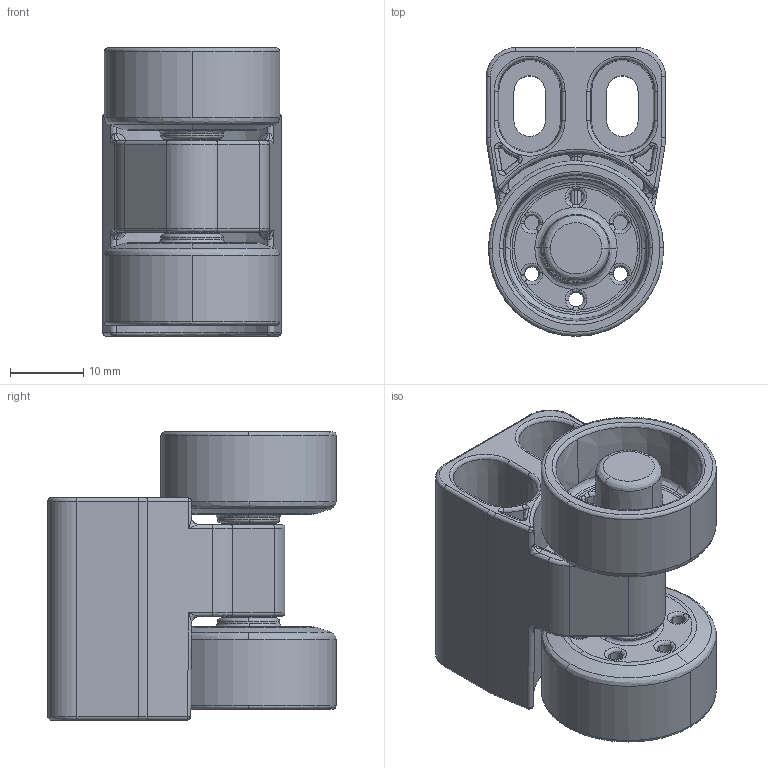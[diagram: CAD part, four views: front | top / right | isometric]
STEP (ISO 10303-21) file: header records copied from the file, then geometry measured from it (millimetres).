
FILE_DESCRIPTION (( 'STEP AP203' ), '1' );
FILE_NAME ('IDLER-WHEEL.STEP', '2007-08-25T23:01:03', ( 'Innovation First, Inc.' ), ( 'Innovation First, Inc.' ), 'SwSTEP 2.0', 'SolidWorks 2006052', '' );
FILE_SCHEMA (( 'CONFIG_CONTROL_DESIGN' ));
Length unit declared in the file: inch
Products named in the file (4): IDLER-WHEEL-ROLLER; IDLER-WHEEL-SUPPORT; IDLER-WHEEL; IDLER-WHEEL-AXLE
Assembly tree (4 placements, depth 2):
  IDLER-WHEEL
    IDLER-WHEEL-AXLE
    IDLER-WHEEL-ROLLER  x2
    IDLER-WHEEL-SUPPORT
Bounding box: 24.5 x 39.5 x 39.5 mm (x, y, z)
Volume: 13919.6 mm3; surface area: 14625.7 mm2
Topology: 4 solids, 4 shells, 610 faces, 1610 edges, 1004 vertices
Faces by surface type: bspline 297, cylinder 142, plane 112, cone 59
Entity records: 24221 total; most frequent: CARTESIAN_POINT 13547, ORIENTED_EDGE 2578, DIRECTION 1647, EDGE_CURVE 1289, VERTEX_POINT 794, AXIS2_PLACEMENT_3D 638, EDGE_LOOP 533, FACE_OUTER_BOUND 508
